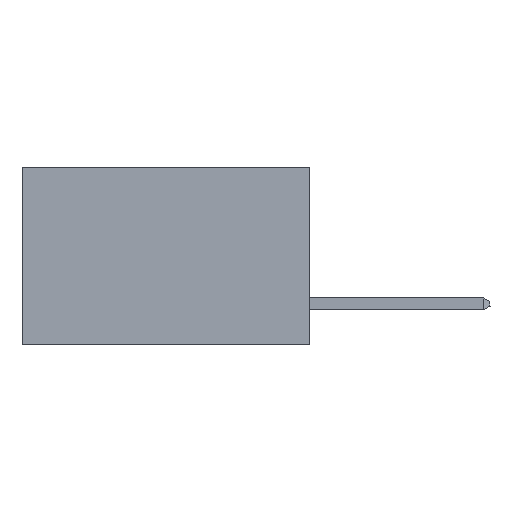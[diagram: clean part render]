
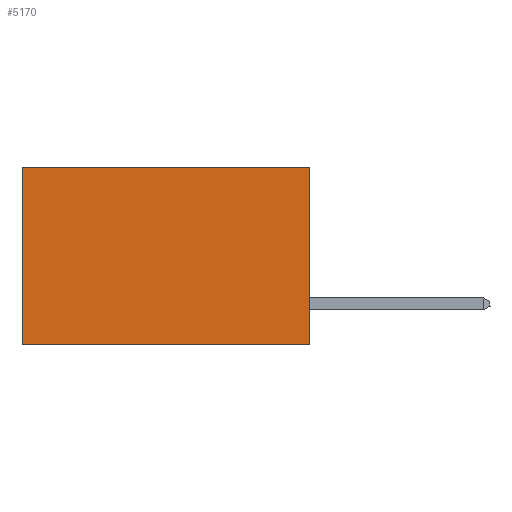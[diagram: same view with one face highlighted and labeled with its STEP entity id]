
A CAD part, left-side view. The second image highlights one B-rep face of the part: STEP entity #5170.
In plain terms, the highlighted planar face has unit normal (-1, 0, 0).
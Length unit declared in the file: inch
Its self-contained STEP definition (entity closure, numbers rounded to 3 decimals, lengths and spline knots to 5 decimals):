
#1314 = CARTESIAN_POINT ( 'NONE',  ( 0.2875, 0., 0. ) ) ;
#1956 = ORIENTED_EDGE ( 'NONE', *, *, #3458, .T. ) ;
#2438 = CARTESIAN_POINT ( 'NONE',  ( 0.2875, 0.6, 0. ) ) ;
#2464 = DIRECTION ( 'NONE',  ( 0., 0., -1. ) ) ;
#3458 = EDGE_CURVE ( 'NONE', #15968, #21050, #21342, .T. ) ;
#3919 = VERTEX_POINT ( 'NONE', #16153 ) ;
#3943 = PLANE ( 'NONE',  #6481 ) ;
#4257 = CARTESIAN_POINT ( 'NONE',  ( 0.2875, 0.6, -0.37 ) ) ;
#4315 = CARTESIAN_POINT ( 'NONE',  ( 0.2875, 0.6, 0. ) ) ;
#4649 = DIRECTION ( 'NONE',  ( 0., 0., -1. ) ) ;
#5170 = ADVANCED_FACE ( 'NONE', ( #6344 ), #3943, .F. ) ;
#5281 = VERTEX_POINT ( 'NONE', #4257 ) ;
#5623 = EDGE_CURVE ( 'NONE', #21050, #5281, #21509, .T. ) ;
#5930 = DIRECTION ( 'NONE',  ( 1., 0., 0. ) ) ;
#6325 = VECTOR ( 'NONE', #4649, 39.37008 ) ;
#6344 = FACE_OUTER_BOUND ( 'NONE', #21429, .T. ) ;
#6481 = AXIS2_PLACEMENT_3D ( 'NONE', #16780, #5930, #16538 ) ;
#6515 = ORIENTED_EDGE ( 'NONE', *, *, #5623, .T. ) ;
#7243 = VECTOR ( 'NONE', #9672, 39.37008 ) ;
#7327 = VECTOR ( 'NONE', #2464, 39.37008 ) ;
#7867 = LINE ( 'NONE', #9943, #7327 ) ;
#7910 = CARTESIAN_POINT ( 'NONE',  ( 0.2875, 0., -0.37 ) ) ;
#9672 = DIRECTION ( 'NONE',  ( 0., 1., 0. ) ) ;
#9943 = CARTESIAN_POINT ( 'NONE',  ( 0.2875, 0., 0. ) ) ;
#10526 = ORIENTED_EDGE ( 'NONE', *, *, #15325, .F. ) ;
#13478 = VECTOR ( 'NONE', #17554, 39.37008 ) ;
#13913 = ORIENTED_EDGE ( 'NONE', *, *, #21583, .F. ) ;
#14834 = LINE ( 'NONE', #7910, #7243 ) ;
#14993 = CARTESIAN_POINT ( 'NONE',  ( 0.2875, 0., 0. ) ) ;
#15325 = EDGE_CURVE ( 'NONE', #3919, #5281, #14834, .T. ) ;
#15968 = VERTEX_POINT ( 'NONE', #14993 ) ;
#16153 = CARTESIAN_POINT ( 'NONE',  ( 0.2875, 0., -0.37 ) ) ;
#16538 = DIRECTION ( 'NONE',  ( 0., 0., -1. ) ) ;
#16780 = CARTESIAN_POINT ( 'NONE',  ( 0.2875, 0., 0. ) ) ;
#17554 = DIRECTION ( 'NONE',  ( 0., 1., 0. ) ) ;
#21050 = VERTEX_POINT ( 'NONE', #4315 ) ;
#21342 = LINE ( 'NONE', #1314, #13478 ) ;
#21429 = EDGE_LOOP ( 'NONE', ( #6515, #10526, #13913, #1956 ) ) ;
#21509 = LINE ( 'NONE', #2438, #6325 ) ;
#21583 = EDGE_CURVE ( 'NONE', #15968, #3919, #7867, .T. ) ;
